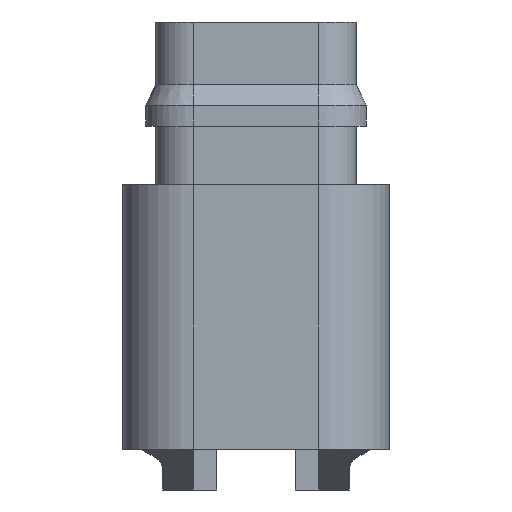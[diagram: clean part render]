
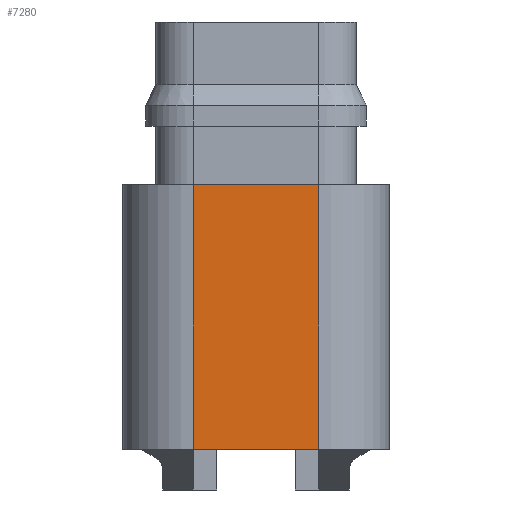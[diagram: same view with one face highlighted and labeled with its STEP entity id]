
A CAD part, front view. The second image highlights one B-rep face of the part: STEP entity #7280.
In plain terms, the highlighted planar face has unit normal (0, -1, 0).
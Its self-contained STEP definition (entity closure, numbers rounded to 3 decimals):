
#381 = EDGE_CURVE ( 'NONE', #6144, #11458, #7786, .T. ) ;
#515 = VERTEX_POINT ( 'NONE', #4475 ) ;
#637 = DIRECTION ( 'NONE',  ( 1., 0., 0. ) ) ;
#811 = DIRECTION ( 'NONE',  ( 1., 0., 0. ) ) ;
#1482 = CARTESIAN_POINT ( 'NONE',  ( -3., -5.1, 12.7 ) ) ;
#1570 = CARTESIAN_POINT ( 'NONE',  ( 3., -5.1, 0. ) ) ;
#2079 = VERTEX_POINT ( 'NONE', #1482 ) ;
#2463 = ORIENTED_EDGE ( 'NONE', *, *, #12331, .F. ) ;
#3073 = LINE ( 'NONE', #3363, #8050 ) ;
#3292 = EDGE_CURVE ( 'NONE', #515, #2079, #3073, .T. ) ;
#3363 = CARTESIAN_POINT ( 'NONE',  ( -3., -5.1, 0. ) ) ;
#4242 = CARTESIAN_POINT ( 'NONE',  ( 3., -5.1, 0. ) ) ;
#4475 = CARTESIAN_POINT ( 'NONE',  ( -3., -5.1, 0. ) ) ;
#4794 = EDGE_CURVE ( 'NONE', #515, #6144, #6927, .T. ) ;
#4827 = ORIENTED_EDGE ( 'NONE', *, *, #381, .T. ) ;
#4836 = VECTOR ( 'NONE', #10229, 1000. ) ;
#4883 = LINE ( 'NONE', #7759, #9885 ) ;
#5018 = ORIENTED_EDGE ( 'NONE', *, *, #4794, .T. ) ;
#5228 = AXIS2_PLACEMENT_3D ( 'NONE', #5420, #12409, #6404 ) ;
#5420 = CARTESIAN_POINT ( 'NONE',  ( -3., -5.1, 0. ) ) ;
#6144 = VERTEX_POINT ( 'NONE', #1570 ) ;
#6359 = PLANE ( 'NONE',  #5228 ) ;
#6404 = DIRECTION ( 'NONE',  ( 0., 0., -1. ) ) ;
#6927 = LINE ( 'NONE', #9703, #12269 ) ;
#7280 = ADVANCED_FACE ( 'NONE', ( #7772 ), #6359, .T. ) ;
#7759 = CARTESIAN_POINT ( 'NONE',  ( -3., -5.1, 12.7 ) ) ;
#7772 = FACE_OUTER_BOUND ( 'NONE', #9045, .T. ) ;
#7786 = LINE ( 'NONE', #4242, #4836 ) ;
#8050 = VECTOR ( 'NONE', #9329, 1000. ) ;
#9045 = EDGE_LOOP ( 'NONE', ( #2463, #11699, #5018, #4827 ) ) ;
#9329 = DIRECTION ( 'NONE',  ( 0., 0., 1. ) ) ;
#9703 = CARTESIAN_POINT ( 'NONE',  ( -3., -5.1, 0. ) ) ;
#9885 = VECTOR ( 'NONE', #811, 1000. ) ;
#9887 = CARTESIAN_POINT ( 'NONE',  ( 3., -5.1, 12.7 ) ) ;
#10229 = DIRECTION ( 'NONE',  ( 0., 0., 1. ) ) ;
#11458 = VERTEX_POINT ( 'NONE', #9887 ) ;
#11699 = ORIENTED_EDGE ( 'NONE', *, *, #3292, .F. ) ;
#12269 = VECTOR ( 'NONE', #637, 1000. ) ;
#12331 = EDGE_CURVE ( 'NONE', #2079, #11458, #4883, .T. ) ;
#12409 = DIRECTION ( 'NONE',  ( 0., -1., 0. ) ) ;
